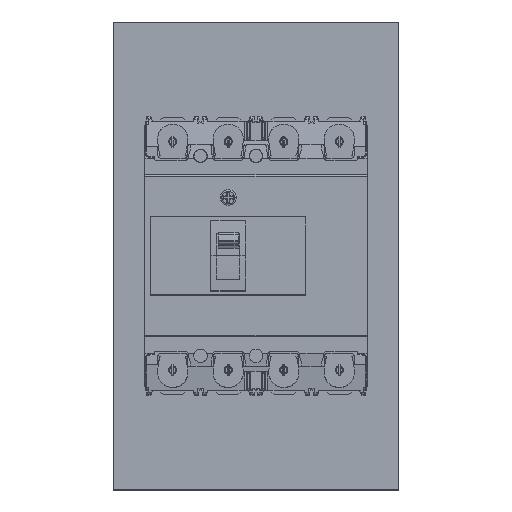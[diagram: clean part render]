
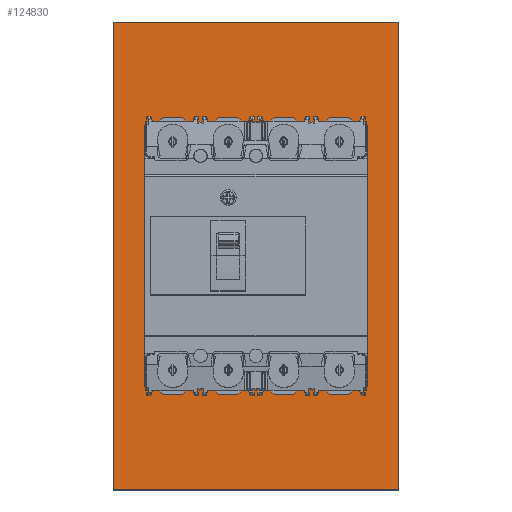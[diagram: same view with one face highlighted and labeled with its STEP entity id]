
A CAD part, top view. The second image highlights one B-rep face of the part: STEP entity #124830.
In plain terms, the highlighted planar face has unit normal (0, 0, 1).
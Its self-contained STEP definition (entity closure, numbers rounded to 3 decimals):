
#123620=CARTESIAN_POINT('',(86.003,127.897,-72.
));
#123630=VERTEX_POINT('',#123620);
#123800=CARTESIAN_POINT('',(86.003,422.897,-72.
));
#123810=VERTEX_POINT('',#123800);
#123840=CARTESIAN_POINT('',(86.003,0.,-72.));
#123850=DIRECTION('',(0.,-1.,0.));
#123860=VECTOR('',#123850,1.);
#123870=LINE('',#123840,#123860);
#123880=EDGE_CURVE('',#123810,#123630,#123870,.T.);
#123930=CARTESIAN_POINT('',(246.003,127.897,
-72.));
#123940=DIRECTION('',(0.,-0.,1.));
#123950=DIRECTION('',(0.,1.,0.));
#123960=AXIS2_PLACEMENT_3D('',#123930,#123940,#123950);
#123970=PLANE('',#123960);
#123980=CARTESIAN_POINT('',(141.003,212.397,
-72.));
#123990=DIRECTION('',(0.,0.,1.));
#124000=DIRECTION('',(0.,1.,0.));
#124010=AXIS2_PLACEMENT_3D('',#123980,#123990,#124000);
#124020=CIRCLE('',#124010,2.);
#124030=CARTESIAN_POINT('',(141.003,214.397,
-72.));
#124040=VERTEX_POINT('',#124030);
#124050=CARTESIAN_POINT('',(141.003,210.397,
-72.));
#124060=VERTEX_POINT('',#124050);
#124070=EDGE_CURVE('',#124040,#124060,#124020,.T.);
#124080=ORIENTED_EDGE('',*,*,#124070,.F.);
#124090=EDGE_CURVE('',#124060,#124040,#124020,.T.);
#124100=ORIENTED_EDGE('',*,*,#124090,.F.);
#124110=EDGE_LOOP('',(#124100,#124080));
#124120=FACE_BOUND('',#124110,.T.);
#124130=ORIENTED_EDGE('',*,*,#123880,.T.);
#124140=CARTESIAN_POINT('',(0.,422.897,-72.));
#124150=DIRECTION('',(-1.,0.,0.));
#124160=VECTOR('',#124150,1.);
#124170=LINE('',#124140,#124160);
#124180=CARTESIAN_POINT('',(266.003,422.897,
-72.));
#124190=VERTEX_POINT('',#124180);
#124200=EDGE_CURVE('',#124190,#123810,#124170,.T.);
#124210=ORIENTED_EDGE('',*,*,#124200,.T.);
#124220=CARTESIAN_POINT('',(266.003,0.,-72.));
#124230=DIRECTION('',(0.,1.,0.));
#124240=VECTOR('',#124230,1.);
#124250=LINE('',#124220,#124240);
#124260=CARTESIAN_POINT('',(266.003,127.897,
-72.));
#124270=VERTEX_POINT('',#124260);
#124280=EDGE_CURVE('',#124270,#124190,#124250,.T.);
#124290=ORIENTED_EDGE('',*,*,#124280,.T.);
#124300=CARTESIAN_POINT('',(0.,127.897,-72.));
#124310=DIRECTION('',(-1.,0.,0.));
#124320=VECTOR('',#124310,1.);
#124330=LINE('',#124300,#124320);
#124340=EDGE_CURVE('',#124270,#123630,#124330,.T.);
#124350=ORIENTED_EDGE('',*,*,#124340,.F.);
#124360=EDGE_LOOP('',(#124350,#124290,#124210,#124130));
#124370=FACE_OUTER_BOUND('',#124360,.T.);
#124380=CARTESIAN_POINT('',(176.003,338.397,
-72.));
#124390=DIRECTION('',(0.,0.,1.));
#124400=DIRECTION('',(0.,1.,0.));
#124410=AXIS2_PLACEMENT_3D('',#124380,#124390,#124400);
#124420=CIRCLE('',#124410,2.);
#124430=CARTESIAN_POINT('',(176.003,340.397,
-72.));
#124440=VERTEX_POINT('',#124430);
#124450=CARTESIAN_POINT('',(176.003,336.397,
-72.));
#124460=VERTEX_POINT('',#124450);
#124470=EDGE_CURVE('',#124440,#124460,#124420,.T.);
#124480=ORIENTED_EDGE('',*,*,#124470,.F.);
#124490=EDGE_CURVE('',#124460,#124440,#124420,.T.);
#124500=ORIENTED_EDGE('',*,*,#124490,.F.);
#124510=EDGE_LOOP('',(#124500,#124480));
#124520=FACE_BOUND('',#124510,.T.);
#124530=CARTESIAN_POINT('',(176.003,212.397,
-72.));
#124540=DIRECTION('',(0.,0.,1.));
#124550=DIRECTION('',(0.,1.,0.));
#124560=AXIS2_PLACEMENT_3D('',#124530,#124540,#124550);
#124570=CIRCLE('',#124560,2.);
#124580=CARTESIAN_POINT('',(176.003,214.397,
-72.));
#124590=VERTEX_POINT('',#124580);
#124600=CARTESIAN_POINT('',(176.003,210.397,
-72.));
#124610=VERTEX_POINT('',#124600);
#124620=EDGE_CURVE('',#124590,#124610,#124570,.T.);
#124630=ORIENTED_EDGE('',*,*,#124620,.F.);
#124640=EDGE_CURVE('',#124610,#124590,#124570,.T.);
#124650=ORIENTED_EDGE('',*,*,#124640,.F.);
#124660=EDGE_LOOP('',(#124650,#124630));
#124670=FACE_BOUND('',#124660,.T.);
#124680=CARTESIAN_POINT('',(141.003,338.397,
-72.));
#124690=DIRECTION('',(0.,0.,1.));
#124700=DIRECTION('',(0.,1.,0.));
#124710=AXIS2_PLACEMENT_3D('',#124680,#124690,#124700);
#124720=CIRCLE('',#124710,2.);
#124730=CARTESIAN_POINT('',(141.003,340.397,
-72.));
#124740=VERTEX_POINT('',#124730);
#124750=CARTESIAN_POINT('',(141.003,336.397,
-72.));
#124760=VERTEX_POINT('',#124750);
#124770=EDGE_CURVE('',#124740,#124760,#124720,.T.);
#124780=ORIENTED_EDGE('',*,*,#124770,.F.);
#124790=EDGE_CURVE('',#124760,#124740,#124720,.T.);
#124800=ORIENTED_EDGE('',*,*,#124790,.F.);
#124810=EDGE_LOOP('',(#124800,#124780));
#124820=FACE_BOUND('',#124810,.T.);
#124830=ADVANCED_FACE('',(#124120,#124370,#124520,#124670,#124820),
#123970,.T.);
